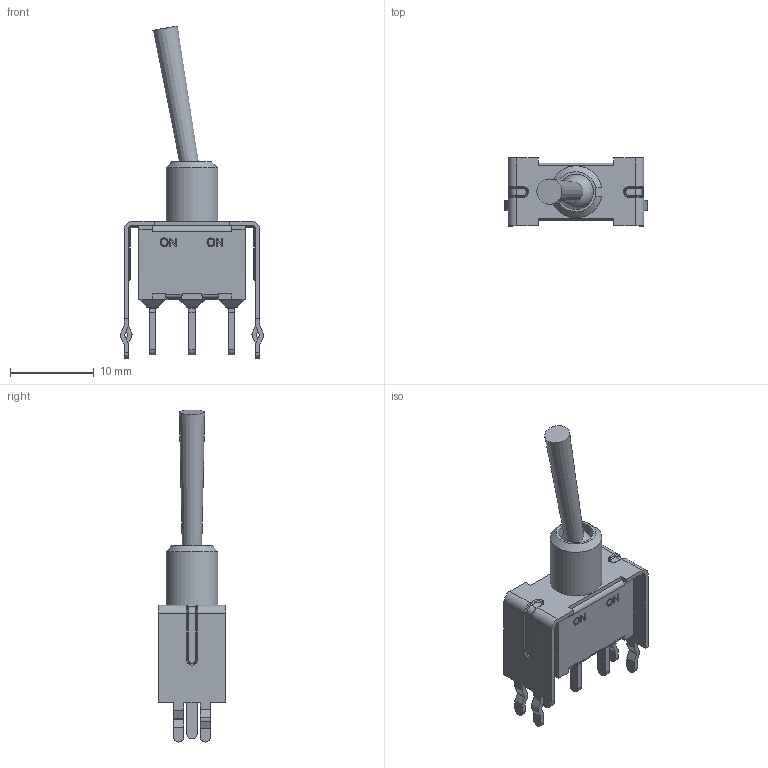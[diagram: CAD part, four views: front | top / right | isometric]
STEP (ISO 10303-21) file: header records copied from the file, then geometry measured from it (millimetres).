
FILE_DESCRIPTION((' '),'2;1');
FILE_NAME('100SPxT3B4VS21xE.stp','2017-07-26T15:45:25',(' '),(' '),' ','ACIS',' ');
FILE_SCHEMA(('CONFIG_CONTROL_DESIGN'));
Length unit declared in the file: inch
Products named in the file (1): 100SPxT3B4VS21xE.stp
Bounding box: 17.14 x 8.13 x 39.72 mm (x, y, z)
Volume: 1202.2 mm3; surface area: 1605.8 mm2
Topology: 2 solids, 2 shells, 404 faces, 1034 edges, 648 vertices
Faces by surface type: plane 232, cylinder 105, torus 36, bspline 16, sphere 13, cone 2
Full cylindrical faces by diameter (mm): 4.2 x1
Entity records: 12271 total; most frequent: CARTESIAN_POINT 2328, ORIENTED_EDGE 2058, DIRECTION 2040, EDGE_CURVE 1029, VECTOR 724, LINE 724, AXIS2_PLACEMENT_3D 658, VERTEX_POINT 646
